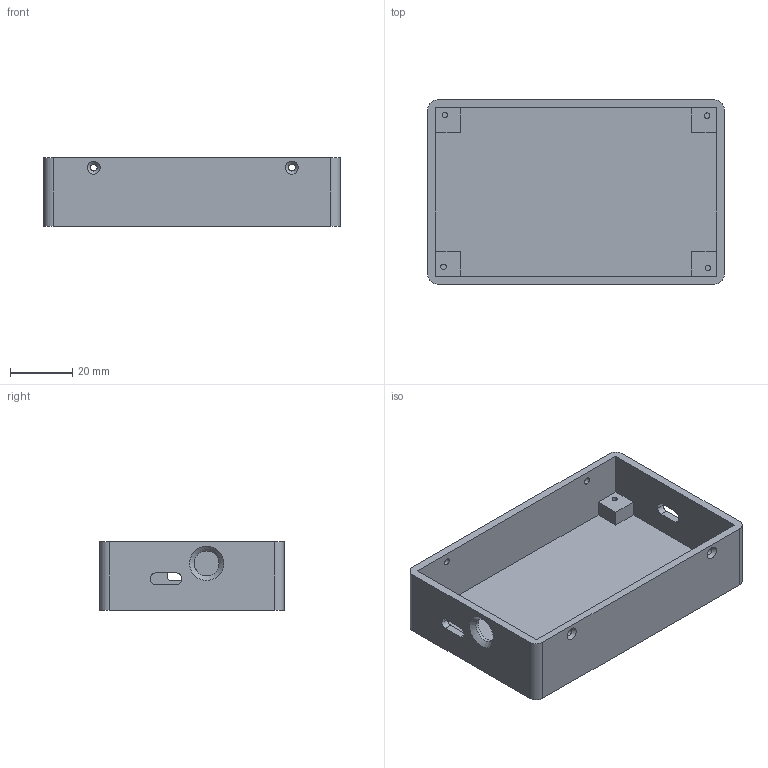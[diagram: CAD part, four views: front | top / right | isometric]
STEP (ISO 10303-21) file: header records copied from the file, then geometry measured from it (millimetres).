
FILE_DESCRIPTION(/* description */ (''),/* implementation_level */ '2;1');
FILE_NAME(/* name */ '',/* time_stamp */ '2023-03-21T12:37:13+08:00',/* author */ (''),/* organization */ (''),/* preprocessor_version */ 'ST-DEVELOPER v19.2',/* originating_system */ 'Autodesk Translation Framework v11.17.0.187',/* authorisation */ '');
FILE_SCHEMA (('AUTOMOTIVE_DESIGN { 1 0 10303 214 3 1 1 }'));
Length unit declared in the file: millimetre
Products named in the file (1): 底部
Bounding box: 95 x 59 x 22 mm (x, y, z)
Volume: 31630.2 mm3; surface area: 23430.2 mm2
Topology: 1 solids, 1 shells, 110 faces, 293 edges, 194 vertices
Faces by surface type: plane 53, bspline 31, cylinder 21, cone 5
Full cylindrical faces by diameter (mm): 1.75 x4, 2.15 x4, 8 x1
Entity records: 3771 total; most frequent: CARTESIAN_POINT 1125, ORIENTED_EDGE 586, DIRECTION 439, EDGE_CURVE 293, VERTEX_POINT 194, LINE 183, VECTOR 183, EDGE_LOOP 133
